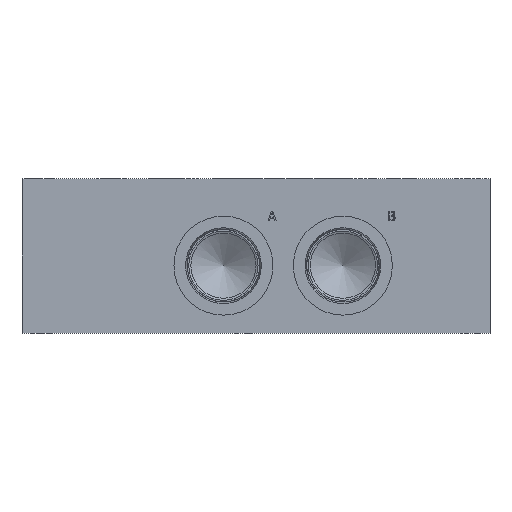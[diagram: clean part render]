
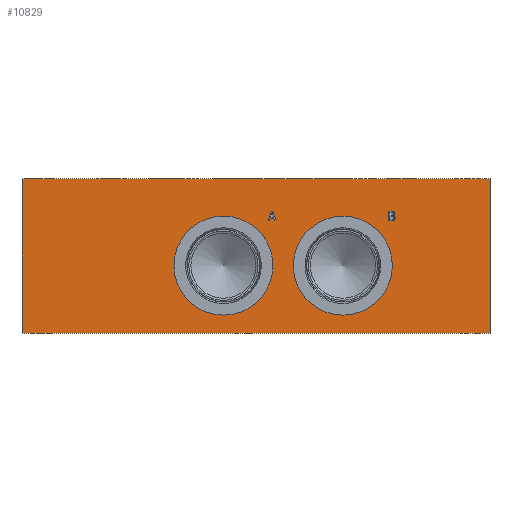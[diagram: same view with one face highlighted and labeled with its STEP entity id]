
A CAD part, left-side view. The second image highlights one B-rep face of the part: STEP entity #10829.
In plain terms, the highlighted planar face has unit normal (-1, 0, 0).
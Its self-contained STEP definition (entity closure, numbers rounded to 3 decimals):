
#127=CIRCLE('',#11412,32.563);
#128=CIRCLE('',#11413,32.563);
#129=CIRCLE('',#11414,32.563);
#130=CIRCLE('',#11415,32.563);
#373=FACE_BOUND('',#1537,.T.);
#374=FACE_BOUND('',#1538,.T.);
#375=FACE_BOUND('',#1539,.T.);
#376=FACE_BOUND('',#1540,.T.);
#493=B_SPLINE_CURVE_WITH_KNOTS('',2,(#15067,#15068,#15069,#15070),
 .UNSPECIFIED.,.F.,.F.,(3,1,3),(0.,1.,2.),.UNSPECIFIED.);
#494=B_SPLINE_CURVE_WITH_KNOTS('',2,(#15072,#15073,#15074,#15075),
 .UNSPECIFIED.,.F.,.F.,(3,1,3),(0.,1.,2.),.UNSPECIFIED.);
#495=B_SPLINE_CURVE_WITH_KNOTS('',2,(#15077,#15078,#15079,#15080),
 .UNSPECIFIED.,.F.,.F.,(3,1,3),(0.,1.,2.),.UNSPECIFIED.);
#496=B_SPLINE_CURVE_WITH_KNOTS('',2,(#15088,#15089,#15090,#15091),
 .UNSPECIFIED.,.F.,.F.,(3,1,3),(0.,1.,2.),.UNSPECIFIED.);
#497=B_SPLINE_CURVE_WITH_KNOTS('',2,(#15093,#15094,#15095,#15096),
 .UNSPECIFIED.,.F.,.F.,(3,1,3),(0.,1.,2.),.UNSPECIFIED.);
#498=B_SPLINE_CURVE_WITH_KNOTS('',2,(#15098,#15099,#15100,#15101),
 .UNSPECIFIED.,.F.,.F.,(3,1,3),(0.,1.,2.),.UNSPECIFIED.);
#949=FACE_OUTER_BOUND('',#1536,.T.);
#1536=EDGE_LOOP('',(#7205,#7206,#7207,#7208));
#1537=EDGE_LOOP('',(#7209,#7210));
#1538=EDGE_LOOP('',(#7211,#7212));
#1539=EDGE_LOOP('',(#7213,#7214,#7215,#7216,#7217,#7218,#7219,#7220,#7221,
#7222));
#1540=EDGE_LOOP('',(#7223,#7224,#7225,#7226,#7227,#7228,#7229,#7230));
#2267=LINE('',#15002,#3311);
#2271=LINE('',#15010,#3315);
#2274=LINE('',#15016,#3318);
#2277=LINE('',#15022,#3321);
#2280=LINE('',#15028,#3324);
#2283=LINE('',#15034,#3327);
#2286=LINE('',#15040,#3330);
#2289=LINE('',#15045,#3333);
#2291=LINE('',#15051,#3335);
#2292=LINE('',#15053,#3336);
#2293=LINE('',#15055,#3337);
#2294=LINE('',#15056,#3338);
#2295=LINE('',#15082,#3339);
#2296=LINE('',#15084,#3340);
#2297=LINE('',#15086,#3341);
#2298=LINE('',#15102,#3342);
#3311=VECTOR('',#12267,10.);
#3315=VECTOR('',#12273,10.);
#3318=VECTOR('',#12278,10.);
#3321=VECTOR('',#12283,10.);
#3324=VECTOR('',#12288,10.);
#3327=VECTOR('',#12293,10.);
#3330=VECTOR('',#12298,10.);
#3333=VECTOR('',#12303,10.);
#3335=VECTOR('',#12309,10.);
#3336=VECTOR('',#12310,10.);
#3337=VECTOR('',#12311,10.);
#3338=VECTOR('',#12312,10.);
#3339=VECTOR('',#12321,10.);
#3340=VECTOR('',#12322,10.);
#3341=VECTOR('',#12323,10.);
#3342=VECTOR('',#12324,10.);
#4338=VERTEX_POINT('',#15000);
#4339=VERTEX_POINT('',#15001);
#4342=VERTEX_POINT('',#15009);
#4344=VERTEX_POINT('',#15015);
#4346=VERTEX_POINT('',#15021);
#4348=VERTEX_POINT('',#15027);
#4350=VERTEX_POINT('',#15033);
#4352=VERTEX_POINT('',#15039);
#4354=VERTEX_POINT('',#15049);
#4355=VERTEX_POINT('',#15050);
#4356=VERTEX_POINT('',#15052);
#4357=VERTEX_POINT('',#15054);
#4358=VERTEX_POINT('',#15057);
#4359=VERTEX_POINT('',#15058);
#4360=VERTEX_POINT('',#15061);
#4361=VERTEX_POINT('',#15062);
#4362=VERTEX_POINT('',#15065);
#4363=VERTEX_POINT('',#15066);
#4364=VERTEX_POINT('',#15071);
#4365=VERTEX_POINT('',#15076);
#4366=VERTEX_POINT('',#15081);
#4367=VERTEX_POINT('',#15083);
#4368=VERTEX_POINT('',#15085);
#4369=VERTEX_POINT('',#15087);
#4370=VERTEX_POINT('',#15092);
#4371=VERTEX_POINT('',#15097);
#5467=EDGE_CURVE('',#4338,#4339,#2267,.T.);
#5471=EDGE_CURVE('',#4342,#4338,#2271,.T.);
#5474=EDGE_CURVE('',#4344,#4342,#2274,.T.);
#5477=EDGE_CURVE('',#4346,#4344,#2277,.T.);
#5480=EDGE_CURVE('',#4348,#4346,#2280,.T.);
#5483=EDGE_CURVE('',#4350,#4348,#2283,.T.);
#5486=EDGE_CURVE('',#4352,#4350,#2286,.T.);
#5489=EDGE_CURVE('',#4339,#4352,#2289,.T.);
#5491=EDGE_CURVE('',#4354,#4355,#2291,.T.);
#5492=EDGE_CURVE('',#4355,#4356,#2292,.T.);
#5493=EDGE_CURVE('',#4357,#4356,#2293,.T.);
#5494=EDGE_CURVE('',#4354,#4357,#2294,.T.);
#5495=EDGE_CURVE('',#4358,#4359,#127,.T.);
#5496=EDGE_CURVE('',#4359,#4358,#128,.T.);
#5497=EDGE_CURVE('',#4360,#4361,#129,.T.);
#5498=EDGE_CURVE('',#4361,#4360,#130,.T.);
#5499=EDGE_CURVE('',#4362,#4363,#493,.T.);
#5500=EDGE_CURVE('',#4363,#4364,#494,.T.);
#5501=EDGE_CURVE('',#4364,#4365,#495,.T.);
#5502=EDGE_CURVE('',#4365,#4366,#2295,.T.);
#5503=EDGE_CURVE('',#4366,#4367,#2296,.T.);
#5504=EDGE_CURVE('',#4367,#4368,#2297,.T.);
#5505=EDGE_CURVE('',#4368,#4369,#496,.T.);
#5506=EDGE_CURVE('',#4369,#4370,#497,.T.);
#5507=EDGE_CURVE('',#4370,#4371,#498,.T.);
#5508=EDGE_CURVE('',#4371,#4362,#2298,.T.);
#7205=ORIENTED_EDGE('',*,*,#5491,.T.);
#7206=ORIENTED_EDGE('',*,*,#5492,.T.);
#7207=ORIENTED_EDGE('',*,*,#5493,.F.);
#7208=ORIENTED_EDGE('',*,*,#5494,.F.);
#7209=ORIENTED_EDGE('',*,*,#5495,.T.);
#7210=ORIENTED_EDGE('',*,*,#5496,.T.);
#7211=ORIENTED_EDGE('',*,*,#5497,.T.);
#7212=ORIENTED_EDGE('',*,*,#5498,.T.);
#7213=ORIENTED_EDGE('',*,*,#5499,.T.);
#7214=ORIENTED_EDGE('',*,*,#5500,.T.);
#7215=ORIENTED_EDGE('',*,*,#5501,.T.);
#7216=ORIENTED_EDGE('',*,*,#5502,.T.);
#7217=ORIENTED_EDGE('',*,*,#5503,.T.);
#7218=ORIENTED_EDGE('',*,*,#5504,.T.);
#7219=ORIENTED_EDGE('',*,*,#5505,.T.);
#7220=ORIENTED_EDGE('',*,*,#5506,.T.);
#7221=ORIENTED_EDGE('',*,*,#5507,.T.);
#7222=ORIENTED_EDGE('',*,*,#5508,.T.);
#7223=ORIENTED_EDGE('',*,*,#5467,.T.);
#7224=ORIENTED_EDGE('',*,*,#5489,.T.);
#7225=ORIENTED_EDGE('',*,*,#5486,.T.);
#7226=ORIENTED_EDGE('',*,*,#5483,.T.);
#7227=ORIENTED_EDGE('',*,*,#5480,.T.);
#7228=ORIENTED_EDGE('',*,*,#5477,.T.);
#7229=ORIENTED_EDGE('',*,*,#5474,.T.);
#7230=ORIENTED_EDGE('',*,*,#5471,.T.);
#10053=PLANE('',#11411);
#10829=ADVANCED_FACE('',(#949,#373,#374,#375,#376),#10053,.T.);
#11411=AXIS2_PLACEMENT_3D('',#15048,#12307,#12308);
#11412=AXIS2_PLACEMENT_3D('',#15059,#12313,#12314);
#11413=AXIS2_PLACEMENT_3D('',#15060,#12315,#12316);
#11414=AXIS2_PLACEMENT_3D('',#15063,#12317,#12318);
#11415=AXIS2_PLACEMENT_3D('',#15064,#12319,#12320);
#12267=DIRECTION('',(0.,1.,0.));
#12273=DIRECTION('',(0.,0.309,-0.951));
#12278=DIRECTION('',(0.,1.,0.));
#12283=DIRECTION('',(0.,0.309,0.951));
#12288=DIRECTION('',(0.,1.,0.));
#12293=DIRECTION('',(0.,-0.319,-0.948));
#12298=DIRECTION('',(0.,-1.,0.));
#12303=DIRECTION('',(0.,-0.319,0.948));
#12307=DIRECTION('center_axis',(-1.,0.,0.));
#12308=DIRECTION('ref_axis',(0.,-1.,0.));
#12309=DIRECTION('',(0.,-1.,0.));
#12310=DIRECTION('',(0.,0.,1.));
#12311=DIRECTION('',(0.,-1.,0.));
#12312=DIRECTION('',(0.,0.,1.));
#12313=DIRECTION('center_axis',(1.,0.,0.));
#12314=DIRECTION('ref_axis',(0.,0.,1.));
#12315=DIRECTION('center_axis',(1.,0.,0.));
#12316=DIRECTION('ref_axis',(0.,0.,1.));
#12317=DIRECTION('center_axis',(1.,0.,0.));
#12318=DIRECTION('ref_axis',(0.,0.,1.));
#12319=DIRECTION('center_axis',(1.,0.,0.));
#12320=DIRECTION('ref_axis',(0.,0.,1.));
#12321=DIRECTION('',(0.,1.,0.));
#12322=DIRECTION('',(0.,0.,1.));
#12323=DIRECTION('',(0.,-1.,0.));
#12324=DIRECTION('',(0.,0.,-1.));
#15000=CARTESIAN_POINT('',(0.,145.186,73.863));
#15001=CARTESIAN_POINT('',(0.,146.04,73.863));
#15002=CARTESIAN_POINT('',(0.,226.581,73.863));
#15009=CARTESIAN_POINT('',(0.,144.61,75.639));
#15010=CARTESIAN_POINT('',(0.,163.505,17.436));
#15015=CARTESIAN_POINT('',(0.,142.186,75.639));
#15016=CARTESIAN_POINT('',(0.,225.081,75.639));
#15021=CARTESIAN_POINT('',(0.,141.61,73.863));
#15022=CARTESIAN_POINT('',(0.,138.694,64.882));
#15027=CARTESIAN_POINT('',(0.,140.72,73.863));
#15028=CARTESIAN_POINT('',(0.,224.347,73.863));
#15033=CARTESIAN_POINT('',(0.,142.86,80.213));
#15034=CARTESIAN_POINT('',(0.,139.144,69.191));
#15039=CARTESIAN_POINT('',(0.,143.9,80.213));
#15040=CARTESIAN_POINT('',(0.,225.937,80.213));
#15045=CARTESIAN_POINT('',(0.,165.483,16.191));
#15048=CARTESIAN_POINT('Origin',(0.,307.975,0.));
#15049=CARTESIAN_POINT('',(0.,307.975,0.));
#15050=CARTESIAN_POINT('',(0.,0.,0.));
#15051=CARTESIAN_POINT('',(0.,307.975,0.));
#15052=CARTESIAN_POINT('',(0.,0.,101.6));
#15053=CARTESIAN_POINT('',(0.,0.,0.));
#15054=CARTESIAN_POINT('',(0.,307.975,101.6));
#15055=CARTESIAN_POINT('',(0.,307.975,101.6));
#15056=CARTESIAN_POINT('',(0.,307.975,0.));
#15057=CARTESIAN_POINT('',(0.,96.825,77.013));
#15058=CARTESIAN_POINT('',(0.,96.825,11.887));
#15059=CARTESIAN_POINT('Origin',(0.,96.825,44.45));
#15060=CARTESIAN_POINT('Origin',(0.,96.825,44.45));
#15061=CARTESIAN_POINT('',(0.,175.412,77.013));
#15062=CARTESIAN_POINT('',(0.,175.412,11.887));
#15063=CARTESIAN_POINT('Origin',(0.,175.412,44.45));
#15064=CARTESIAN_POINT('Origin',(0.,175.412,44.45));
#15065=CARTESIAN_POINT('',(0.,63.65,77.393));
#15066=CARTESIAN_POINT('',(0.,62.461,75.813));
#15067=CARTESIAN_POINT('Ctrl Pts',(0.,63.65,77.393));
#15068=CARTESIAN_POINT('Ctrl Pts',(0.,63.084,77.239));
#15069=CARTESIAN_POINT('Ctrl Pts',(0.,62.461,76.421));
#15070=CARTESIAN_POINT('Ctrl Pts',(0.,62.461,75.813));
#15071=CARTESIAN_POINT('',(0.,63.12,74.378));
#15072=CARTESIAN_POINT('Ctrl Pts',(0.,62.461,75.813));
#15073=CARTESIAN_POINT('Ctrl Pts',(0.,62.461,75.34));
#15074=CARTESIAN_POINT('Ctrl Pts',(0.,62.821,74.614));
#15075=CARTESIAN_POINT('Ctrl Pts',(0.,63.12,74.378));
#15076=CARTESIAN_POINT('',(0.,64.947,73.863));
#15077=CARTESIAN_POINT('Ctrl Pts',(0.,63.12,74.378));
#15078=CARTESIAN_POINT('Ctrl Pts',(0.,63.48,74.1));
#15079=CARTESIAN_POINT('Ctrl Pts',(0.,64.298,73.863));
#15080=CARTESIAN_POINT('Ctrl Pts',(0.,64.947,73.863));
#15081=CARTESIAN_POINT('',(0.,66.768,73.863));
#15082=CARTESIAN_POINT('',(0.,186.461,73.863));
#15083=CARTESIAN_POINT('',(0.,66.768,80.213));
#15084=CARTESIAN_POINT('',(0.,66.768,36.932));
#15085=CARTESIAN_POINT('',(0.,65.086,80.213));
#15086=CARTESIAN_POINT('',(0.,187.372,80.213));
#15087=CARTESIAN_POINT('',(0.,63.418,79.956));
#15088=CARTESIAN_POINT('Ctrl Pts',(0.,65.086,80.213));
#15089=CARTESIAN_POINT('Ctrl Pts',(0.,64.406,80.213));
#15090=CARTESIAN_POINT('Ctrl Pts',(0.,63.727,80.126));
#15091=CARTESIAN_POINT('Ctrl Pts',(0.,63.418,79.956));
#15092=CARTESIAN_POINT('',(0.,62.76,78.783));
#15093=CARTESIAN_POINT('Ctrl Pts',(0.,63.418,79.956));
#15094=CARTESIAN_POINT('Ctrl Pts',(0.,63.074,79.776));
#15095=CARTESIAN_POINT('Ctrl Pts',(0.,62.76,79.184));
#15096=CARTESIAN_POINT('Ctrl Pts',(0.,62.76,78.783));
#15097=CARTESIAN_POINT('',(0.,63.65,77.424));
#15098=CARTESIAN_POINT('Ctrl Pts',(0.,62.76,78.783));
#15099=CARTESIAN_POINT('Ctrl Pts',(0.,62.76,78.335));
#15100=CARTESIAN_POINT('Ctrl Pts',(0.,63.233,77.625));
#15101=CARTESIAN_POINT('Ctrl Pts',(0.,63.65,77.424));
#15102=CARTESIAN_POINT('',(0.,63.65,38.712));
